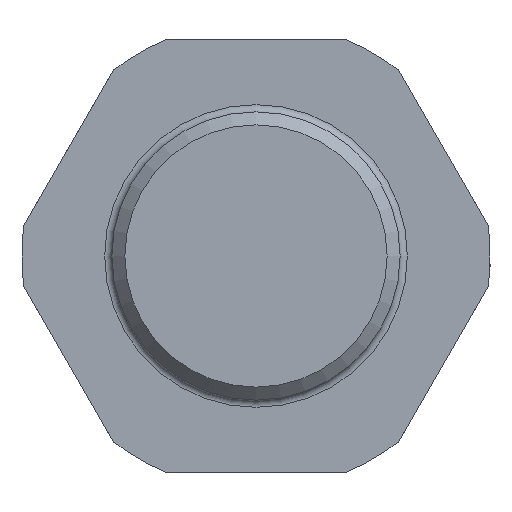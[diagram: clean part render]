
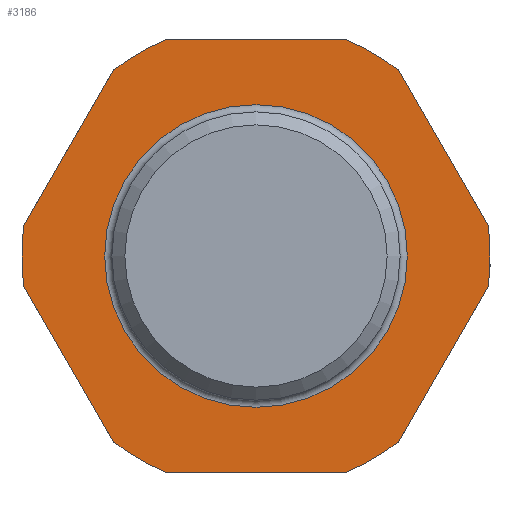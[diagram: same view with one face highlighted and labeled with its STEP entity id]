
A CAD part, left-side view. The second image highlights one B-rep face of the part: STEP entity #3186.
In plain terms, the highlighted planar face has unit normal (-1, 0, 0).
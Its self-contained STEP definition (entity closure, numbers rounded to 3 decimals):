
#68=FACE_BOUND('',#664,.T.);
#161=LINE('',#4885,#279);
#164=LINE('',#4911,#282);
#167=LINE('',#4929,#285);
#170=LINE('',#4966,#288);
#173=LINE('',#4992,#291);
#176=LINE('',#5018,#294);
#279=VECTOR('',#3842,10.);
#282=VECTOR('',#3847,10.);
#285=VECTOR('',#3852,10.);
#288=VECTOR('',#3857,10.);
#291=VECTOR('',#3862,10.);
#294=VECTOR('',#3867,10.);
#484=FACE_OUTER_BOUND('',#663,.T.);
#663=EDGE_LOOP('',(#1997,#1998,#1999,#2000,#2001,#2002,#2003,#2004,#2005,
#2006,#2007,#2008));
#664=EDGE_LOOP('',(#2009,#2010));
#840=CIRCLE('',#3389,16.25);
#843=CIRCLE('',#3393,16.25);
#844=CIRCLE('',#3395,16.25);
#847=CIRCLE('',#3399,16.25);
#848=CIRCLE('',#3401,16.25);
#854=CIRCLE('',#3409,16.25);
#855=CIRCLE('',#3410,10.5);
#856=CIRCLE('',#3411,10.5);
#1115=VERTEX_POINT('',#4882);
#1116=VERTEX_POINT('',#4884);
#1119=VERTEX_POINT('',#4908);
#1120=VERTEX_POINT('',#4910);
#1123=VERTEX_POINT('',#4926);
#1124=VERTEX_POINT('',#4928);
#1128=VERTEX_POINT('',#4963);
#1129=VERTEX_POINT('',#4965);
#1132=VERTEX_POINT('',#4989);
#1133=VERTEX_POINT('',#4991);
#1136=VERTEX_POINT('',#5015);
#1137=VERTEX_POINT('',#5017);
#1140=VERTEX_POINT('',#5044);
#1141=VERTEX_POINT('',#5045);
#1447=EDGE_CURVE('',#1116,#1115,#161,.T.);
#1451=EDGE_CURVE('',#1120,#1119,#164,.T.);
#1455=EDGE_CURVE('',#1124,#1123,#167,.T.);
#1460=EDGE_CURVE('',#1129,#1128,#170,.T.);
#1464=EDGE_CURVE('',#1133,#1132,#173,.T.);
#1468=EDGE_CURVE('',#1137,#1136,#176,.T.);
#1470=EDGE_CURVE('',#1124,#1128,#840,.T.);
#1473=EDGE_CURVE('',#1137,#1123,#843,.T.);
#1474=EDGE_CURVE('',#1120,#1132,#844,.T.);
#1477=EDGE_CURVE('',#1129,#1119,#847,.T.);
#1478=EDGE_CURVE('',#1116,#1136,#848,.T.);
#1484=EDGE_CURVE('',#1133,#1115,#854,.T.);
#1485=EDGE_CURVE('',#1140,#1141,#855,.T.);
#1486=EDGE_CURVE('',#1141,#1140,#856,.T.);
#1997=ORIENTED_EDGE('',*,*,#1447,.T.);
#1998=ORIENTED_EDGE('',*,*,#1484,.F.);
#1999=ORIENTED_EDGE('',*,*,#1464,.T.);
#2000=ORIENTED_EDGE('',*,*,#1474,.F.);
#2001=ORIENTED_EDGE('',*,*,#1451,.T.);
#2002=ORIENTED_EDGE('',*,*,#1477,.F.);
#2003=ORIENTED_EDGE('',*,*,#1460,.T.);
#2004=ORIENTED_EDGE('',*,*,#1470,.F.);
#2005=ORIENTED_EDGE('',*,*,#1455,.T.);
#2006=ORIENTED_EDGE('',*,*,#1473,.F.);
#2007=ORIENTED_EDGE('',*,*,#1468,.T.);
#2008=ORIENTED_EDGE('',*,*,#1478,.F.);
#2009=ORIENTED_EDGE('',*,*,#1485,.T.);
#2010=ORIENTED_EDGE('',*,*,#1486,.T.);
#2920=PLANE('',#3408);
#3186=ADVANCED_FACE('',(#484,#68),#2920,.T.);
#3389=AXIS2_PLACEMENT_3D('',#5021,#3871,#3872);
#3393=AXIS2_PLACEMENT_3D('',#5025,#3879,#3880);
#3395=AXIS2_PLACEMENT_3D('',#5027,#3883,#3884);
#3399=AXIS2_PLACEMENT_3D('',#5031,#3891,#3892);
#3401=AXIS2_PLACEMENT_3D('',#5033,#3895,#3896);
#3408=AXIS2_PLACEMENT_3D('',#5042,#3909,#3910);
#3409=AXIS2_PLACEMENT_3D('',#5043,#3911,#3912);
#3410=AXIS2_PLACEMENT_3D('',#5046,#3913,#3914);
#3411=AXIS2_PLACEMENT_3D('',#5047,#3915,#3916);
#3842=DIRECTION('',(0.,0.5,0.866));
#3847=DIRECTION('',(0.,0.5,-0.866));
#3852=DIRECTION('',(0.,-1.,0.));
#3857=DIRECTION('',(0.,-0.5,-0.866));
#3862=DIRECTION('',(0.,1.,0.));
#3867=DIRECTION('',(0.,-0.5,0.866));
#3871=DIRECTION('center_axis',(1.,0.,0.));
#3872=DIRECTION('ref_axis',(0.,0.,
1.));
#3879=DIRECTION('center_axis',(1.,0.,0.));
#3880=DIRECTION('ref_axis',(0.,0.,
1.));
#3883=DIRECTION('center_axis',(1.,0.,0.));
#3884=DIRECTION('ref_axis',(0.,0.,
1.));
#3891=DIRECTION('center_axis',(1.,0.,0.));
#3892=DIRECTION('ref_axis',(0.,0.,
1.));
#3895=DIRECTION('center_axis',(1.,0.,0.));
#3896=DIRECTION('ref_axis',(0.,0.,
1.));
#3909=DIRECTION('center_axis',(-1.,0.,0.));
#3910=DIRECTION('ref_axis',(0.,0.,
-1.));
#3911=DIRECTION('center_axis',(1.,0.,0.));
#3912=DIRECTION('ref_axis',(0.,0.,
1.));
#3913=DIRECTION('center_axis',(1.,0.,0.));
#3914=DIRECTION('ref_axis',(0.,0.,
1.));
#3915=DIRECTION('center_axis',(1.,0.,0.));
#3916=DIRECTION('ref_axis',(0.,0.,
1.));
#4882=CARTESIAN_POINT('',(-2.65,-9.865,12.913));
#4884=CARTESIAN_POINT('',(-2.65,-16.115,2.087));
#4885=CARTESIAN_POINT('',(-2.65,-16.584,1.275));
#4908=CARTESIAN_POINT('',(-2.65,16.115,2.087));
#4910=CARTESIAN_POINT('',(-2.65,9.865,12.913));
#4911=CARTESIAN_POINT('',(-2.65,9.397,13.725));
#4926=CARTESIAN_POINT('',(-2.65,-6.25,-15.));
#4928=CARTESIAN_POINT('',(-2.65,6.25,-15.));
#4929=CARTESIAN_POINT('',(-2.65,-5.,-15.));
#4963=CARTESIAN_POINT('',(-2.65,9.865,-12.913));
#4965=CARTESIAN_POINT('',(-2.65,16.115,-2.087));
#4966=CARTESIAN_POINT('',(-2.65,12.522,-8.312));
#4989=CARTESIAN_POINT('',(-2.65,6.25,15.));
#4991=CARTESIAN_POINT('',(-2.65,-6.25,15.));
#4992=CARTESIAN_POINT('',(-2.65,-11.25,15.));
#5015=CARTESIAN_POINT('',(-2.65,-16.115,-2.087));
#5017=CARTESIAN_POINT('',(-2.65,-9.865,-12.913));
#5018=CARTESIAN_POINT('',(-2.65,-13.459,-6.688));
#5021=CARTESIAN_POINT('Origin',(-2.65,0.,0.));
#5025=CARTESIAN_POINT('Origin',(-2.65,0.,0.));
#5027=CARTESIAN_POINT('Origin',(-2.65,0.,0.));
#5031=CARTESIAN_POINT('Origin',(-2.65,0.,0.));
#5033=CARTESIAN_POINT('Origin',(-2.65,0.,0.));
#5042=CARTESIAN_POINT('Origin',(-2.65,-16.25,0.));
#5043=CARTESIAN_POINT('Origin',(-2.65,0.,0.));
#5044=CARTESIAN_POINT('',(-2.65,-10.5,0.));
#5045=CARTESIAN_POINT('',(-2.65,0.,-10.5));
#5046=CARTESIAN_POINT('Origin',(-2.65,0.,0.));
#5047=CARTESIAN_POINT('Origin',(-2.65,0.,0.));
